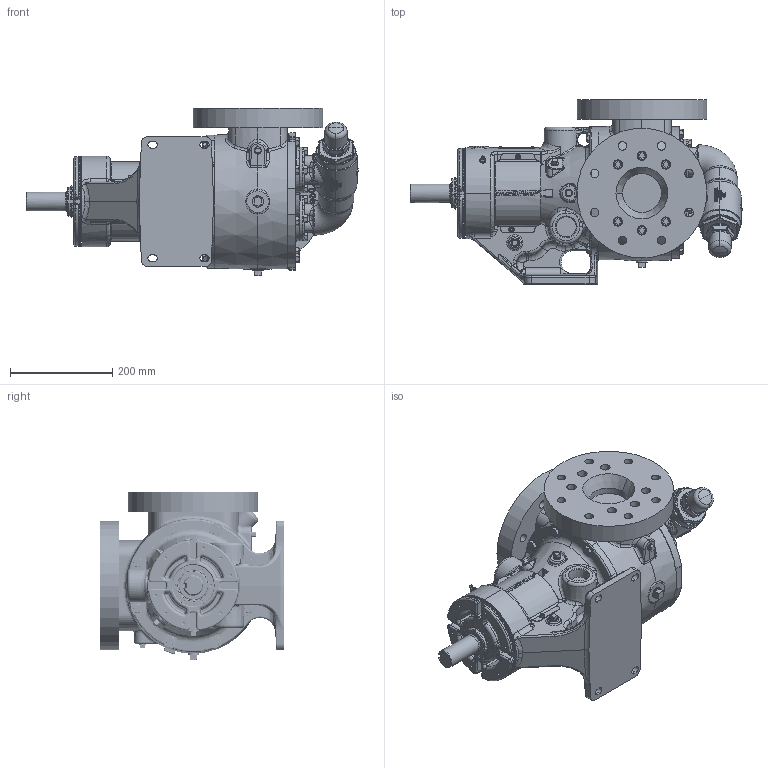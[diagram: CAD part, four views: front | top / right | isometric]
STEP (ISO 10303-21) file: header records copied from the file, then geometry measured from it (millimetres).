
FILE_DESCRIPTION (( 'STEP AP214' ), '1' );
FILE_NAME ('LV-4557.STEP', '2024-04-03T15:06:36', ( '' ), ( '' ), 'SwSTEP 2.0', 'SolidWorks 2022', '' );
FILE_SCHEMA (( 'AUTOMOTIVE_DESIGN' ));
Length unit declared in the file: inch
Products named in the file (1): LV-4557
Bounding box: 650.22 x 360.36 x 327.72 mm (x, y, z)
Volume: 20792084.4 mm3; surface area: 1085562.8 mm2
Topology: 1 solids, 13 shells, 5388 faces, 13779 edges, 8577 vertices
Faces by surface type: plane 1778, bspline 1677, cylinder 1006, cone 700, torus 141, sphere 86
Entity records: 315580 total; most frequent: CARTESIAN_POINT 128763, ORIENTED_EDGE 27260, DIRECTION 19822, EDGE_CURVE 13630, VERTEX_POINT 8570, AXIS2_PLACEMENT_3D 7343, EDGE_LOOP 5770, LENGTH_MEASURE_WITH_UNIT 5391
